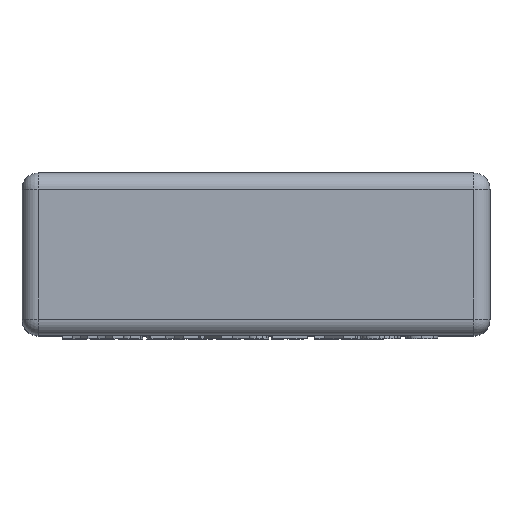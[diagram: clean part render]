
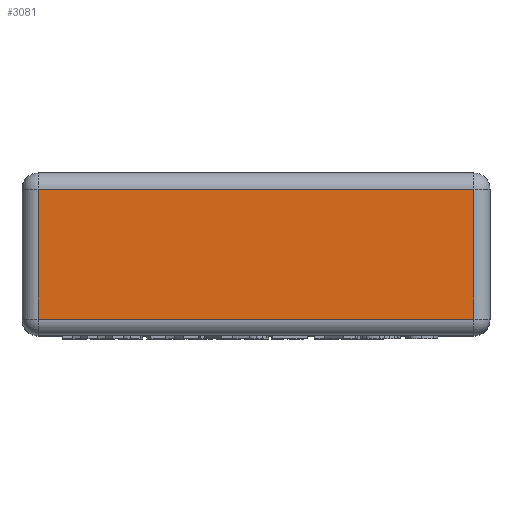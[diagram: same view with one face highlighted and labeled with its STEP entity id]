
A CAD part, top view. The second image highlights one B-rep face of the part: STEP entity #3081.
In plain terms, the highlighted planar face has unit normal (0, 0, 1).
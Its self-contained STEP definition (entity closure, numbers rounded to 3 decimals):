
#193 = VERTEX_POINT('',#194);
#194 = CARTESIAN_POINT('',(-3.35,1.,6.5));
#201 = EDGE_CURVE('',#193,#202,#204,.T.);
#202 = VERTEX_POINT('',#203);
#203 = CARTESIAN_POINT('',(-3.35,-1.,6.5));
#204 = LINE('',#205,#206);
#205 = CARTESIAN_POINT('',(-3.35,1.25,6.5));
#206 = VECTOR('',#207,1.);
#207 = DIRECTION('',(0.,-1.,0.));
#3081 = ADVANCED_FACE('',(#3082),#3107,.T.);
#3082 = FACE_BOUND('',#3083,.T.);
#3083 = EDGE_LOOP('',(#3084,#3092,#3100,#3106));
#3084 = ORIENTED_EDGE('',*,*,#3085,.T.);
#3085 = EDGE_CURVE('',#202,#3086,#3088,.T.);
#3086 = VERTEX_POINT('',#3087);
#3087 = CARTESIAN_POINT('',(3.35,-1.,6.5));
#3088 = LINE('',#3089,#3090);
#3089 = CARTESIAN_POINT('',(-3.6,-1.,6.5));
#3090 = VECTOR('',#3091,1.);
#3091 = DIRECTION('',(1.,0.,0.));
#3092 = ORIENTED_EDGE('',*,*,#3093,.F.);
#3093 = EDGE_CURVE('',#3094,#3086,#3096,.T.);
#3094 = VERTEX_POINT('',#3095);
#3095 = CARTESIAN_POINT('',(3.35,1.,6.5));
#3096 = LINE('',#3097,#3098);
#3097 = CARTESIAN_POINT('',(3.35,1.25,6.5));
#3098 = VECTOR('',#3099,1.);
#3099 = DIRECTION('',(0.,-1.,0.));
#3100 = ORIENTED_EDGE('',*,*,#3101,.F.);
#3101 = EDGE_CURVE('',#193,#3094,#3102,.T.);
#3102 = LINE('',#3103,#3104);
#3103 = CARTESIAN_POINT('',(-3.6,1.,6.5));
#3104 = VECTOR('',#3105,1.);
#3105 = DIRECTION('',(1.,0.,0.));
#3106 = ORIENTED_EDGE('',*,*,#201,.T.);
#3107 = PLANE('',#3108);
#3108 = AXIS2_PLACEMENT_3D('',#3109,#3110,#3111);
#3109 = CARTESIAN_POINT('',(-3.6,1.25,6.5));
#3110 = DIRECTION('',(0.,0.,1.));
#3111 = DIRECTION('',(1.,0.,0.));
